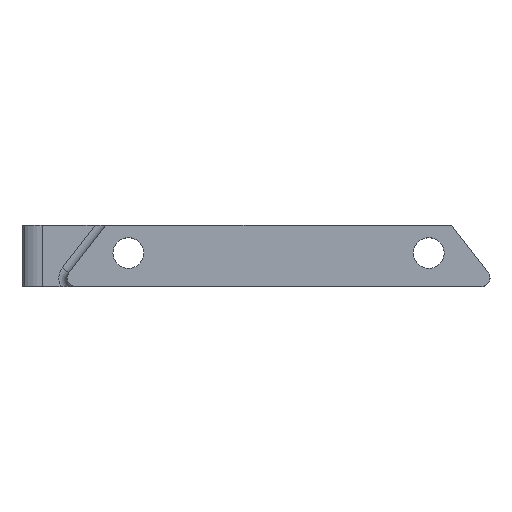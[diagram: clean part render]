
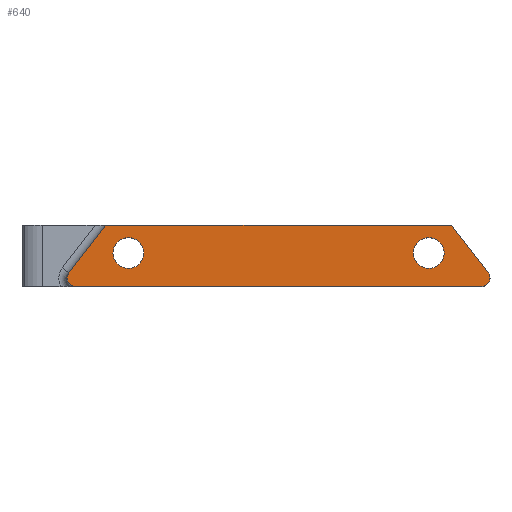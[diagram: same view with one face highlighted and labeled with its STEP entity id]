
A CAD part, top view. The second image highlights one B-rep face of the part: STEP entity #640.
In plain terms, the highlighted planar face has unit normal (0, 0, 1).
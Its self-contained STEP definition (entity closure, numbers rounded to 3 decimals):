
#2 = DIRECTION ( 'NONE',  ( 0., 0., -1. ) ) ;
#6 = EDGE_LOOP ( 'NONE', ( #470, #564 ) ) ;
#10 = CARTESIAN_POINT ( 'NONE',  ( 19.85, 1.1, 18.7 ) ) ;
#13 = CARTESIAN_POINT ( 'NONE',  ( -18., 1.1, 18.7 ) ) ;
#28 = CARTESIAN_POINT ( 'NONE',  ( 16.15, 1.1, 18.7 ) ) ;
#47 = LINE ( 'NONE', #422, #736 ) ;
#57 = VERTEX_POINT ( 'NONE', #910 ) ;
#97 = AXIS2_PLACEMENT_3D ( 'NONE', #1582, #937, #1065 ) ;
#108 = EDGE_CURVE ( 'NONE', #226, #201, #47, .T. ) ;
#132 = ORIENTED_EDGE ( 'NONE', *, *, #231, .F. ) ;
#178 = VECTOR ( 'NONE', #873, 1000. ) ;
#186 = DIRECTION ( 'NONE',  ( 0.611, 0.792, 0. ) ) ;
#201 = VERTEX_POINT ( 'NONE', #825 ) ;
#207 = EDGE_CURVE ( 'NONE', #484, #201, #445, .T. ) ;
#226 = VERTEX_POINT ( 'NONE', #1477 ) ;
#231 = EDGE_CURVE ( 'NONE', #226, #741, #452, .T. ) ;
#253 = ORIENTED_EDGE ( 'NONE', *, *, #423, .T. ) ;
#260 = DIRECTION ( 'NONE',  ( 0., 0., 1. ) ) ;
#264 = AXIS2_PLACEMENT_3D ( 'NONE', #633, #1165, #1144 ) ;
#273 = AXIS2_PLACEMENT_3D ( 'NONE', #1260, #260, #870 ) ;
#341 = EDGE_CURVE ( 'NONE', #668, #617, #518, .T. ) ;
#350 = CIRCLE ( 'NONE', #264, 1.85 ) ;
#357 = CARTESIAN_POINT ( 'NONE',  ( -18., 1.1, 18.7 ) ) ;
#379 = CIRCLE ( 'NONE', #273, 1. ) ;
#400 = DIRECTION ( 'NONE',  ( 0., 0., -1. ) ) ;
#407 = ORIENTED_EDGE ( 'NONE', *, *, #1287, .T. ) ;
#422 = CARTESIAN_POINT ( 'NONE',  ( -26.925, 4.425, 18.7 ) ) ;
#423 = EDGE_CURVE ( 'NONE', #57, #1034, #1045, .T. ) ;
#428 = CARTESIAN_POINT ( 'NONE',  ( -24.339, -1.9, 18.7 ) ) ;
#445 = LINE ( 'NONE', #1487, #1215 ) ;
#452 = LINE ( 'NONE', #573, #1239 ) ;
#470 = ORIENTED_EDGE ( 'NONE', *, *, #663, .T. ) ;
#484 = VERTEX_POINT ( 'NONE', #1087 ) ;
#511 = ORIENTED_EDGE ( 'NONE', *, *, #844, .T. ) ;
#518 = CIRCLE ( 'NONE', #97, 1.85 ) ;
#564 = ORIENTED_EDGE ( 'NONE', *, *, #341, .T. ) ;
#573 = CARTESIAN_POINT ( 'NONE',  ( 20.724, 4.425, 18.7 ) ) ;
#603 = EDGE_CURVE ( 'NONE', #1064, #741, #379, .T. ) ;
#617 = VERTEX_POINT ( 'NONE', #28 ) ;
#632 = CIRCLE ( 'NONE', #1350, 1.85 ) ;
#633 = CARTESIAN_POINT ( 'NONE',  ( 18., 1.1, 18.7 ) ) ;
#640 = ADVANCED_FACE ( 'NONE', ( #779, #1134, #744 ), #1641, .F. ) ;
#663 = EDGE_CURVE ( 'NONE', #617, #668, #350, .T. ) ;
#668 = VERTEX_POINT ( 'NONE', #10 ) ;
#725 = AXIS2_PLACEMENT_3D ( 'NONE', #1541, #2, #1289 ) ;
#733 = DIRECTION ( 'NONE',  ( -1., 0., 0. ) ) ;
#736 = VECTOR ( 'NONE', #929, 1000. ) ;
#741 = VERTEX_POINT ( 'NONE', #909 ) ;
#744 = FACE_OUTER_BOUND ( 'NONE', #813, .T. ) ;
#779 = FACE_BOUND ( 'NONE', #1291, .T. ) ;
#813 = EDGE_LOOP ( 'NONE', ( #1075, #511, #407, #1083, #132, #1100 ) ) ;
#825 = CARTESIAN_POINT ( 'NONE',  ( -20.724, 4.425, 18.7 ) ) ;
#844 = EDGE_CURVE ( 'NONE', #484, #1553, #1311, .T. ) ;
#870 = DIRECTION ( 'NONE',  ( -1., 0., 0. ) ) ;
#873 = DIRECTION ( 'NONE',  ( 1., 0., 0. ) ) ;
#905 = LINE ( 'NONE', #1415, #178 ) ;
#909 = CARTESIAN_POINT ( 'NONE',  ( 25.13, -1.289, 18.7 ) ) ;
#910 = CARTESIAN_POINT ( 'NONE',  ( -19.85, 1.1, 18.7 ) ) ;
#929 = DIRECTION ( 'NONE',  ( -1., 0., 0. ) ) ;
#937 = DIRECTION ( 'NONE',  ( 0., 0., -1. ) ) ;
#942 = DIRECTION ( 'NONE',  ( 0., 0., 1. ) ) ;
#951 = DIRECTION ( 'NONE',  ( -1., 0., 0. ) ) ;
#960 = DIRECTION ( 'NONE',  ( 0.611, -0.792, 0. ) ) ;
#987 = DIRECTION ( 'NONE',  ( 0., 0., -1. ) ) ;
#1015 = AXIS2_PLACEMENT_3D ( 'NONE', #428, #942, #951 ) ;
#1034 = VERTEX_POINT ( 'NONE', #1495 ) ;
#1045 = CIRCLE ( 'NONE', #1587, 1.85 ) ;
#1064 = VERTEX_POINT ( 'NONE', #1273 ) ;
#1065 = DIRECTION ( 'NONE',  ( -1., 0., 0. ) ) ;
#1075 = ORIENTED_EDGE ( 'NONE', *, *, #207, .F. ) ;
#1083 = ORIENTED_EDGE ( 'NONE', *, *, #603, .T. ) ;
#1087 = CARTESIAN_POINT ( 'NONE',  ( -25.13, -1.289, 18.7 ) ) ;
#1100 = ORIENTED_EDGE ( 'NONE', *, *, #108, .T. ) ;
#1115 = ORIENTED_EDGE ( 'NONE', *, *, #1198, .T. ) ;
#1134 = FACE_BOUND ( 'NONE', #6, .T. ) ;
#1144 = DIRECTION ( 'NONE',  ( -1., 0., 0. ) ) ;
#1165 = DIRECTION ( 'NONE',  ( 0., 0., -1. ) ) ;
#1198 = EDGE_CURVE ( 'NONE', #1034, #57, #632, .T. ) ;
#1215 = VECTOR ( 'NONE', #186, 1000. ) ;
#1239 = VECTOR ( 'NONE', #960, 1000. ) ;
#1260 = CARTESIAN_POINT ( 'NONE',  ( 24.339, -1.9, 18.7 ) ) ;
#1273 = CARTESIAN_POINT ( 'NONE',  ( 24.339, -2.9, 18.7 ) ) ;
#1287 = EDGE_CURVE ( 'NONE', #1553, #1064, #905, .T. ) ;
#1289 = DIRECTION ( 'NONE',  ( -1., 0., 0. ) ) ;
#1291 = EDGE_LOOP ( 'NONE', ( #253, #1115 ) ) ;
#1311 = CIRCLE ( 'NONE', #1015, 1. ) ;
#1350 = AXIS2_PLACEMENT_3D ( 'NONE', #13, #400, #1644 ) ;
#1415 = CARTESIAN_POINT ( 'NONE',  ( -26.925, -2.9, 18.7 ) ) ;
#1477 = CARTESIAN_POINT ( 'NONE',  ( 20.724, 4.425, 18.7 ) ) ;
#1487 = CARTESIAN_POINT ( 'NONE',  ( -20.724, 4.425, 18.7 ) ) ;
#1495 = CARTESIAN_POINT ( 'NONE',  ( -16.15, 1.1, 18.7 ) ) ;
#1520 = CARTESIAN_POINT ( 'NONE',  ( -24.339, -2.9, 18.7 ) ) ;
#1541 = CARTESIAN_POINT ( 'NONE',  ( -26.925, 63.837, 18.7 ) ) ;
#1553 = VERTEX_POINT ( 'NONE', #1520 ) ;
#1582 = CARTESIAN_POINT ( 'NONE',  ( 18., 1.1, 18.7 ) ) ;
#1587 = AXIS2_PLACEMENT_3D ( 'NONE', #357, #987, #733 ) ;
#1641 = PLANE ( 'NONE',  #725 ) ;
#1644 = DIRECTION ( 'NONE',  ( -1., 0., 0. ) ) ;
